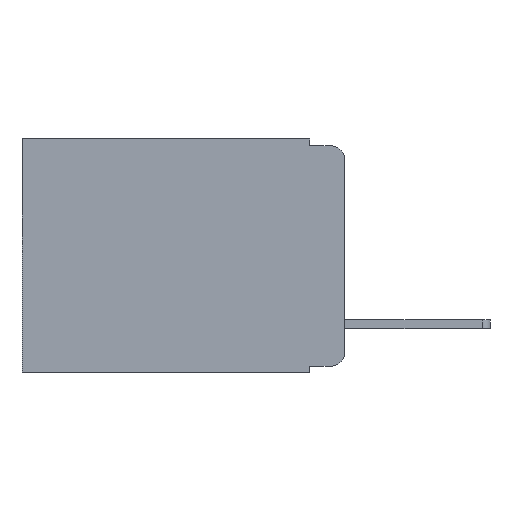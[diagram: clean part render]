
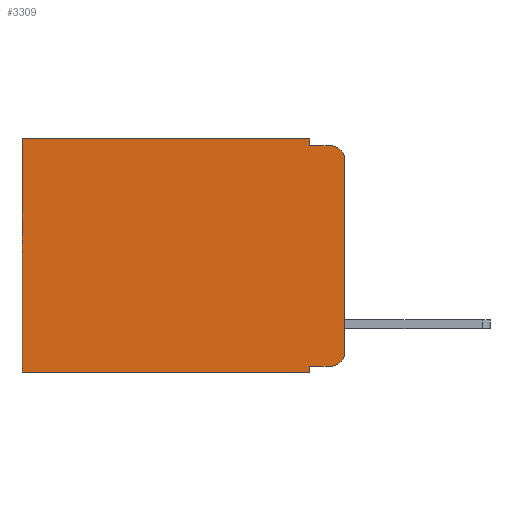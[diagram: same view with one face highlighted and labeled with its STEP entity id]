
A CAD part, left-side view. The second image highlights one B-rep face of the part: STEP entity #3309.
In plain terms, the highlighted planar face has unit normal (-1, 0, 0).
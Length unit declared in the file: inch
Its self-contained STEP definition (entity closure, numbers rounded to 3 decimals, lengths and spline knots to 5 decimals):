
#59 = DIRECTION ( 'NONE',  ( -1., 0., 0. ) ) ;
#286 = ORIENTED_EDGE ( 'NONE', *, *, #4516, .F. ) ;
#329 = LINE ( 'NONE', #7189, #5860 ) ;
#357 = EDGE_CURVE ( 'NONE', #4095, #1103, #8248, .T. ) ;
#437 = CARTESIAN_POINT ( 'NONE',  ( 0.298, 0.473, 0. ) ) ;
#507 = EDGE_CURVE ( 'NONE', #4095, #6747, #2929, .T. ) ;
#522 = AXIS2_PLACEMENT_3D ( 'NONE', #4835, #59, #7668 ) ;
#914 = EDGE_CURVE ( 'NONE', #6833, #3900, #9075, .T. ) ;
#941 = EDGE_CURVE ( 'NONE', #3900, #5513, #1335, .T. ) ;
#1103 = VERTEX_POINT ( 'NONE', #437 ) ;
#1123 = DIRECTION ( 'NONE',  ( 0., 1., 0. ) ) ;
#1129 = CARTESIAN_POINT ( 'NONE',  ( 0.298, 0., 0. ) ) ;
#1202 = DIRECTION ( 'NONE',  ( 0., -1., 0. ) ) ;
#1335 = CIRCLE ( 'NONE', #522, 0.02 ) ;
#1537 = VECTOR ( 'NONE', #2611, 39.37008 ) ;
#1786 = ORIENTED_EDGE ( 'NONE', *, *, #6924, .F. ) ;
#1887 = PLANE ( 'NONE',  #3943 ) ;
#2044 = ORIENTED_EDGE ( 'NONE', *, *, #4122, .F. ) ;
#2127 = CARTESIAN_POINT ( 'NONE',  ( 0.298, 0.051, 0. ) ) ;
#2190 = CARTESIAN_POINT ( 'NONE',  ( 0.298, 0.473, -0.343 ) ) ;
#2348 = ORIENTED_EDGE ( 'NONE', *, *, #357, .T. ) ;
#2444 = CARTESIAN_POINT ( 'NONE',  ( 0.298, 0., 0. ) ) ;
#2471 = CARTESIAN_POINT ( 'NONE',  ( 0.298, 0., -0.03 ) ) ;
#2544 = CARTESIAN_POINT ( 'NONE',  ( 0.298, 0.051, -0.333 ) ) ;
#2608 = ORIENTED_EDGE ( 'NONE', *, *, #8025, .F. ) ;
#2611 = DIRECTION ( 'NONE',  ( 0., -1., 0. ) ) ;
#2616 = CARTESIAN_POINT ( 'NONE',  ( 0.298, 0.051, 0. ) ) ;
#2675 = ORIENTED_EDGE ( 'NONE', *, *, #914, .T. ) ;
#2929 = LINE ( 'NONE', #2616, #8356 ) ;
#3238 = VERTEX_POINT ( 'NONE', #5360 ) ;
#3287 = CARTESIAN_POINT ( 'NONE',  ( 0.298, 0., 0. ) ) ;
#3309 = ADVANCED_FACE ( 'NONE', ( #8908 ), #1887, .F. ) ;
#3407 = CARTESIAN_POINT ( 'NONE',  ( 0.298, 0.02, -0.01 ) ) ;
#3564 = VECTOR ( 'NONE', #1202, 39.37008 ) ;
#3622 = ORIENTED_EDGE ( 'NONE', *, *, #8064, .T. ) ;
#3653 = AXIS2_PLACEMENT_3D ( 'NONE', #8096, #4126, #5618 ) ;
#3686 = ORIENTED_EDGE ( 'NONE', *, *, #941, .T. ) ;
#3802 = CARTESIAN_POINT ( 'NONE',  ( 0.298, 0.051, -0.01 ) ) ;
#3900 = VERTEX_POINT ( 'NONE', #6138 ) ;
#3943 = AXIS2_PLACEMENT_3D ( 'NONE', #2444, #8911, #4774 ) ;
#4054 = VERTEX_POINT ( 'NONE', #3407 ) ;
#4095 = VERTEX_POINT ( 'NONE', #2127 ) ;
#4122 = EDGE_CURVE ( 'NONE', #4965, #5513, #4216, .T. ) ;
#4126 = DIRECTION ( 'NONE',  ( -1., 0., 0. ) ) ;
#4216 = LINE ( 'NONE', #1129, #4440 ) ;
#4310 = VECTOR ( 'NONE', #1123, 39.37008 ) ;
#4440 = VECTOR ( 'NONE', #6226, 39.37008 ) ;
#4516 = EDGE_CURVE ( 'NONE', #3238, #6411, #7013, .T. ) ;
#4518 = CARTESIAN_POINT ( 'NONE',  ( 0.298, 0.051, -0.01 ) ) ;
#4774 = DIRECTION ( 'NONE',  ( 0., 0., -1. ) ) ;
#4835 = CARTESIAN_POINT ( 'NONE',  ( 0.298, 0.02, -0.313 ) ) ;
#4887 = VECTOR ( 'NONE', #5912, 39.37008 ) ;
#4965 = VERTEX_POINT ( 'NONE', #2471 ) ;
#5147 = VECTOR ( 'NONE', #7574, 39.37008 ) ;
#5154 = CARTESIAN_POINT ( 'NONE',  ( 0.298, 0., -0.313 ) ) ;
#5260 = CIRCLE ( 'NONE', #3653, 0.02 ) ;
#5360 = CARTESIAN_POINT ( 'NONE',  ( 0.298, 0.051, -0.343 ) ) ;
#5413 = ORIENTED_EDGE ( 'NONE', *, *, #7830, .T. ) ;
#5511 = ORIENTED_EDGE ( 'NONE', *, *, #507, .F. ) ;
#5513 = VERTEX_POINT ( 'NONE', #5154 ) ;
#5617 = EDGE_LOOP ( 'NONE', ( #2044, #3622, #2608, #5511, #2348, #5413, #286, #1786, #2675, #3686 ) ) ;
#5618 = DIRECTION ( 'NONE',  ( 0., 0., -1. ) ) ;
#5860 = VECTOR ( 'NONE', #7245, 39.37008 ) ;
#5912 = DIRECTION ( 'NONE',  ( 0., 1., 0. ) ) ;
#6138 = CARTESIAN_POINT ( 'NONE',  ( 0.298, 0.02, -0.333 ) ) ;
#6226 = DIRECTION ( 'NONE',  ( 0., 0., -1. ) ) ;
#6326 = CARTESIAN_POINT ( 'NONE',  ( 0.298, 0.051, -0.333 ) ) ;
#6391 = CARTESIAN_POINT ( 'NONE',  ( 0.298, 0., -0.343 ) ) ;
#6411 = VERTEX_POINT ( 'NONE', #2190 ) ;
#6747 = VERTEX_POINT ( 'NONE', #3802 ) ;
#6833 = VERTEX_POINT ( 'NONE', #6326 ) ;
#6924 = EDGE_CURVE ( 'NONE', #6833, #3238, #329, .T. ) ;
#7013 = LINE ( 'NONE', #6391, #4887 ) ;
#7189 = CARTESIAN_POINT ( 'NONE',  ( 0.298, 0.051, 0. ) ) ;
#7245 = DIRECTION ( 'NONE',  ( 0., 0., -1. ) ) ;
#7356 = LINE ( 'NONE', #4518, #3564 ) ;
#7574 = DIRECTION ( 'NONE',  ( 0., 0., -1. ) ) ;
#7668 = DIRECTION ( 'NONE',  ( 0., 0., -1. ) ) ;
#7769 = DIRECTION ( 'NONE',  ( 0., 0., -1. ) ) ;
#7830 = EDGE_CURVE ( 'NONE', #1103, #6411, #9018, .T. ) ;
#8025 = EDGE_CURVE ( 'NONE', #6747, #4054, #7356, .T. ) ;
#8064 = EDGE_CURVE ( 'NONE', #4965, #4054, #5260, .T. ) ;
#8096 = CARTESIAN_POINT ( 'NONE',  ( 0.298, 0.02, -0.03 ) ) ;
#8248 = LINE ( 'NONE', #3287, #4310 ) ;
#8356 = VECTOR ( 'NONE', #7769, 39.37008 ) ;
#8586 = CARTESIAN_POINT ( 'NONE',  ( 0.298, 0.473, 0. ) ) ;
#8908 = FACE_OUTER_BOUND ( 'NONE', #5617, .T. ) ;
#8911 = DIRECTION ( 'NONE',  ( 1., 0., 0. ) ) ;
#9018 = LINE ( 'NONE', #8586, #5147 ) ;
#9075 = LINE ( 'NONE', #2544, #1537 ) ;
